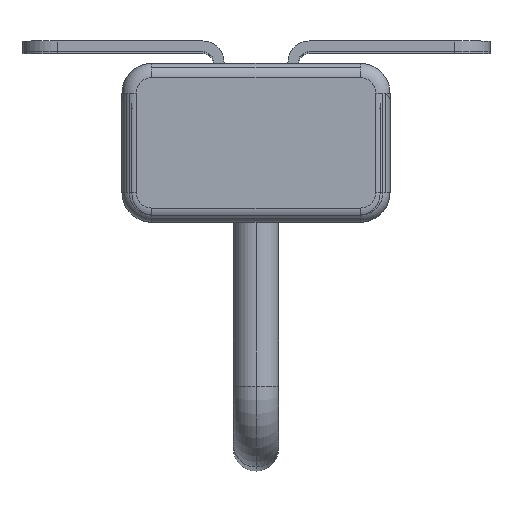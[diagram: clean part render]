
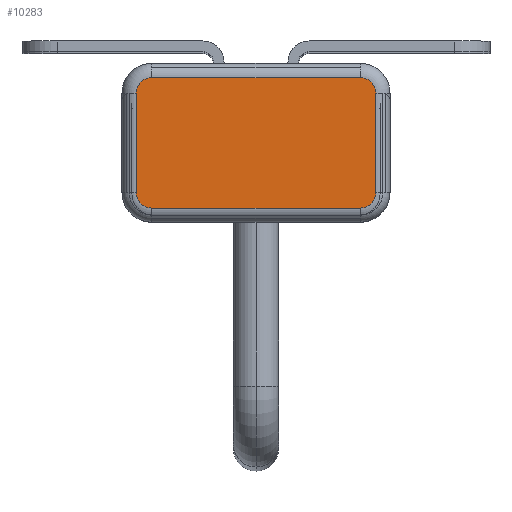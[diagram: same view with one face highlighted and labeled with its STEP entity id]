
A CAD part, top view. The second image highlights one B-rep face of the part: STEP entity #10283.
In plain terms, the highlighted planar face has unit normal (0, 0, 1).
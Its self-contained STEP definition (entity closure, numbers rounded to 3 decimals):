
#132 = CARTESIAN_POINT ( 'NONE',  ( 17.5, 4.6, 2. ) ) ;
#311 = LINE ( 'NONE', #8973, #6271 ) ;
#351 = ORIENTED_EDGE ( 'NONE', *, *, #3415, .F. ) ;
#541 = CARTESIAN_POINT ( 'NONE',  ( 3.5, -29.2, 2. ) ) ;
#678 = ORIENTED_EDGE ( 'NONE', *, *, #10384, .F. ) ;
#717 = CIRCLE ( 'NONE', #2202, 2.2 ) ;
#723 = CARTESIAN_POINT ( 'NONE',  ( 3.5, 2.4, 2. ) ) ;
#779 = DIRECTION ( 'NONE',  ( 0.707, -0.707, 0. ) ) ;
#1164 = VERTEX_POINT ( 'NONE', #4943 ) ;
#1436 = DIRECTION ( 'NONE',  ( 0., 1., 0. ) ) ;
#1609 = DIRECTION ( 'NONE',  ( 0., 0., -1. ) ) ;
#1660 = VERTEX_POINT ( 'NONE', #10712 ) ;
#1815 = EDGE_CURVE ( 'NONE', #9573, #2435, #8913, .T. ) ;
#1857 = LINE ( 'NONE', #5733, #6943 ) ;
#2183 = ORIENTED_EDGE ( 'NONE', *, *, #11021, .F. ) ;
#2202 = AXIS2_PLACEMENT_3D ( 'NONE', #723, #12206, #9320 ) ;
#2435 = VERTEX_POINT ( 'NONE', #132 ) ;
#2660 = ORIENTED_EDGE ( 'NONE', *, *, #8478, .F. ) ;
#2757 = CARTESIAN_POINT ( 'NONE',  ( 17.5, -27., 2. ) ) ;
#3325 = DIRECTION ( 'NONE',  ( 0., -1., 0. ) ) ;
#3392 = CARTESIAN_POINT ( 'NONE',  ( 1.3, -27., 2. ) ) ;
#3415 = EDGE_CURVE ( 'NONE', #8648, #1164, #4917, .T. ) ;
#3966 = AXIS2_PLACEMENT_3D ( 'NONE', #7103, #8047, #5147 ) ;
#4051 = VECTOR ( 'NONE', #7967, 1000. ) ;
#4164 = CARTESIAN_POINT ( 'NONE',  ( 3.5, 4.6, 2. ) ) ;
#4285 = EDGE_CURVE ( 'NONE', #2435, #5305, #5945, .T. ) ;
#4376 = CARTESIAN_POINT ( 'NONE',  ( 19.7, -27., 2. ) ) ;
#4469 = AXIS2_PLACEMENT_3D ( 'NONE', #10378, #4729, #11316 ) ;
#4672 = ORIENTED_EDGE ( 'NONE', *, *, #5797, .F. ) ;
#4729 = DIRECTION ( 'NONE',  ( 0., 0., -1. ) ) ;
#4881 = LINE ( 'NONE', #3392, #10482 ) ;
#4917 = CIRCLE ( 'NONE', #11023, 2.2 ) ;
#4943 = CARTESIAN_POINT ( 'NONE',  ( 17.5, -29.2, 2. ) ) ;
#5147 = DIRECTION ( 'NONE',  ( 1., 0., 0. ) ) ;
#5164 = VERTEX_POINT ( 'NONE', #10568 ) ;
#5305 = VERTEX_POINT ( 'NONE', #11300 ) ;
#5733 = CARTESIAN_POINT ( 'NONE',  ( 17.5, -29.2, 2. ) ) ;
#5797 = EDGE_CURVE ( 'NONE', #1164, #8698, #1857, .T. ) ;
#5945 = CIRCLE ( 'NONE', #9833, 2.2 ) ;
#5973 = EDGE_LOOP ( 'NONE', ( #11095, #4672, #351, #2660, #12117, #10042, #2183, #678 ) ) ;
#6271 = VECTOR ( 'NONE', #3325, 1000. ) ;
#6690 = DIRECTION ( 'NONE',  ( -1., 0., 0. ) ) ;
#6943 = VECTOR ( 'NONE', #6690, 1000. ) ;
#7103 = CARTESIAN_POINT ( 'NONE',  ( 10.501, -6.48, 2. ) ) ;
#7967 = DIRECTION ( 'NONE',  ( 1., 0., 0. ) ) ;
#8047 = DIRECTION ( 'NONE',  ( 0., 0., 1. ) ) ;
#8478 = EDGE_CURVE ( 'NONE', #5305, #8648, #311, .T. ) ;
#8648 = VERTEX_POINT ( 'NONE', #4376 ) ;
#8658 = CARTESIAN_POINT ( 'NONE',  ( 3.5, 4.6, 2. ) ) ;
#8698 = VERTEX_POINT ( 'NONE', #541 ) ;
#8913 = LINE ( 'NONE', #4164, #4051 ) ;
#8973 = CARTESIAN_POINT ( 'NONE',  ( 19.7, 2.4, 2. ) ) ;
#9298 = DIRECTION ( 'NONE',  ( 0., 0., -1. ) ) ;
#9320 = DIRECTION ( 'NONE',  ( -0.707, 0.707, 0. ) ) ;
#9573 = VERTEX_POINT ( 'NONE', #8658 ) ;
#9781 = PLANE ( 'NONE',  #3966 ) ;
#9833 = AXIS2_PLACEMENT_3D ( 'NONE', #11992, #1609, #12151 ) ;
#10042 = ORIENTED_EDGE ( 'NONE', *, *, #1815, .F. ) ;
#10283 = ADVANCED_FACE ( 'NONE', ( #11509 ), #9781, .T. ) ;
#10378 = CARTESIAN_POINT ( 'NONE',  ( 3.5, -27., 2. ) ) ;
#10384 = EDGE_CURVE ( 'NONE', #5164, #1660, #4881, .T. ) ;
#10482 = VECTOR ( 'NONE', #1436, 1000. ) ;
#10568 = CARTESIAN_POINT ( 'NONE',  ( 1.3, -27., 2. ) ) ;
#10712 = CARTESIAN_POINT ( 'NONE',  ( 1.3, 2.4, 2. ) ) ;
#11021 = EDGE_CURVE ( 'NONE', #1660, #9573, #717, .T. ) ;
#11023 = AXIS2_PLACEMENT_3D ( 'NONE', #2757, #9298, #779 ) ;
#11095 = ORIENTED_EDGE ( 'NONE', *, *, #11627, .F. ) ;
#11156 = CIRCLE ( 'NONE', #4469, 2.2 ) ;
#11300 = CARTESIAN_POINT ( 'NONE',  ( 19.7, 2.4, 2. ) ) ;
#11316 = DIRECTION ( 'NONE',  ( -0.707, -0.707, 0. ) ) ;
#11509 = FACE_OUTER_BOUND ( 'NONE', #5973, .T. ) ;
#11627 = EDGE_CURVE ( 'NONE', #8698, #5164, #11156, .T. ) ;
#11992 = CARTESIAN_POINT ( 'NONE',  ( 17.5, 2.4, 2. ) ) ;
#12117 = ORIENTED_EDGE ( 'NONE', *, *, #4285, .F. ) ;
#12151 = DIRECTION ( 'NONE',  ( 0.707, 0.707, 0. ) ) ;
#12206 = DIRECTION ( 'NONE',  ( 0., 0., -1. ) ) ;
